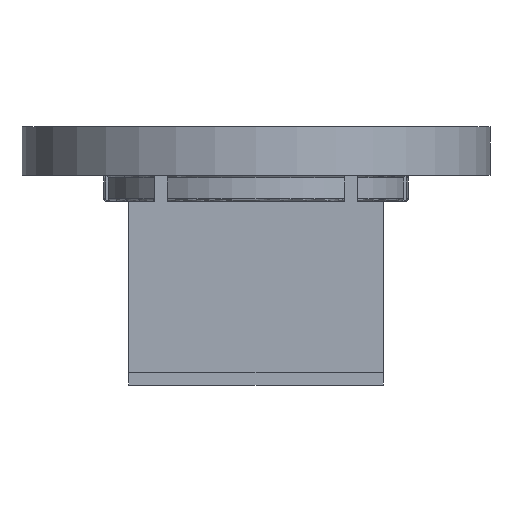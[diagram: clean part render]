
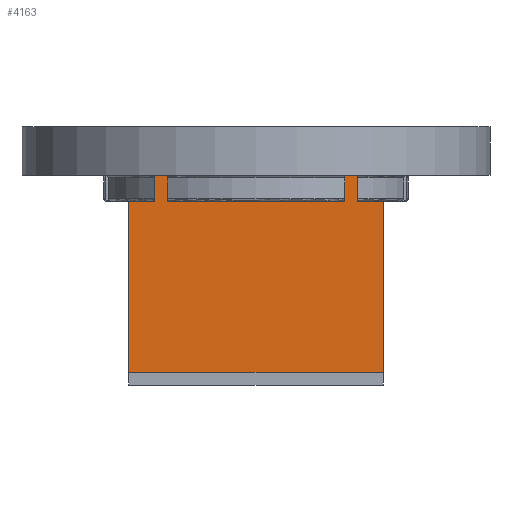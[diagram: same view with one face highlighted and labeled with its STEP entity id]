
A CAD part, front view. The second image highlights one B-rep face of the part: STEP entity #4163.
In plain terms, the highlighted planar face has unit normal (0, -1, 0).
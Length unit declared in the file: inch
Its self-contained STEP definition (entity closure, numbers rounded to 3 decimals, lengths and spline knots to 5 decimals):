
#83 = VERTEX_POINT ( 'NONE', #646 ) ;
#127 = CARTESIAN_POINT ( 'NONE',  ( -0.686, -0.486, -0.575 ) ) ;
#154 = ORIENTED_EDGE ( 'NONE', *, *, #1906, .F. ) ;
#243 = CARTESIAN_POINT ( 'NONE',  ( -0.686, -0.486, -0.59738 ) ) ;
#265 = CARTESIAN_POINT ( 'NONE',  ( -0.986, -0.486, -0.575 ) ) ;
#310 = VERTEX_POINT ( 'NONE', #127 ) ;
#345 = DIRECTION ( 'NONE',  ( 0., -1., 0. ) ) ;
#376 = EDGE_CURVE ( 'NONE', #83, #3124, #2795, .T. ) ;
#420 = VERTEX_POINT ( 'NONE', #445 ) ;
#424 = PLANE ( 'NONE',  #1973 ) ;
#445 = CARTESIAN_POINT ( 'NONE',  ( 0.986, -0.486, -1.9 ) ) ;
#457 = VECTOR ( 'NONE', #1555, 39.37008 ) ;
#483 = DIRECTION ( 'NONE',  ( 1., 0., 0. ) ) ;
#499 = EDGE_CURVE ( 'NONE', #766, #83, #504, .T. ) ;
#500 = CARTESIAN_POINT ( 'NONE',  ( 0.686, -0.486, -0.575 ) ) ;
#504 = LINE ( 'NONE', #3282, #3554 ) ;
#556 = VERTEX_POINT ( 'NONE', #1482 ) ;
#597 = EDGE_CURVE ( 'NONE', #800, #310, #4231, .T. ) ;
#607 = CARTESIAN_POINT ( 'NONE',  ( 0.786, -0.486, -0.575 ) ) ;
#612 = VECTOR ( 'NONE', #1621, 39.37008 ) ;
#646 = CARTESIAN_POINT ( 'NONE',  ( -0.986, -0.486, -0.575 ) ) ;
#702 = VECTOR ( 'NONE', #748, 39.37008 ) ;
#748 = DIRECTION ( 'NONE',  ( 1., 0., 0. ) ) ;
#766 = VERTEX_POINT ( 'NONE', #1911 ) ;
#800 = VERTEX_POINT ( 'NONE', #4862 ) ;
#847 = CARTESIAN_POINT ( 'NONE',  ( -0.986, -0.486, -0.575 ) ) ;
#858 = CARTESIAN_POINT ( 'NONE',  ( 0.686, -0.486, -0.375 ) ) ;
#905 = CARTESIAN_POINT ( 'NONE',  ( -0.786, -0.486, -0.59738 ) ) ;
#906 = CARTESIAN_POINT ( 'NONE',  ( -0.986, -0.486, -1.9 ) ) ;
#1002 = EDGE_CURVE ( 'NONE', #4736, #556, #3076, .T. ) ;
#1197 = EDGE_CURVE ( 'NONE', #310, #4714, #3981, .T. ) ;
#1204 = ORIENTED_EDGE ( 'NONE', *, *, #3847, .T. ) ;
#1435 = DIRECTION ( 'NONE',  ( 0., 0., 1. ) ) ;
#1482 = CARTESIAN_POINT ( 'NONE',  ( 0.786, -0.486, -0.375 ) ) ;
#1517 = EDGE_CURVE ( 'NONE', #3124, #2932, #2831, .T. ) ;
#1555 = DIRECTION ( 'NONE',  ( 1., 0., 0. ) ) ;
#1608 = EDGE_CURVE ( 'NONE', #4714, #4736, #3448, .T. ) ;
#1616 = LINE ( 'NONE', #4097, #4398 ) ;
#1621 = DIRECTION ( 'NONE',  ( 1., 0., 0. ) ) ;
#1625 = FACE_OUTER_BOUND ( 'NONE', #2136, .T. ) ;
#1635 = VECTOR ( 'NONE', #483, 39.37008 ) ;
#1686 = ORIENTED_EDGE ( 'NONE', *, *, #1517, .F. ) ;
#1734 = ORIENTED_EDGE ( 'NONE', *, *, #499, .F. ) ;
#1783 = CARTESIAN_POINT ( 'NONE',  ( -0.786, -0.486, -0.375 ) ) ;
#1849 = ORIENTED_EDGE ( 'NONE', *, *, #1002, .F. ) ;
#1906 = EDGE_CURVE ( 'NONE', #3016, #4296, #3866, .T. ) ;
#1911 = CARTESIAN_POINT ( 'NONE',  ( -0.986, -0.486, -1.9 ) ) ;
#1966 = CARTESIAN_POINT ( 'NONE',  ( -0.986, -0.486, -1.9 ) ) ;
#1973 = AXIS2_PLACEMENT_3D ( 'NONE', #1966, #345, #4367 ) ;
#1979 = ORIENTED_EDGE ( 'NONE', *, *, #2900, .T. ) ;
#2122 = LINE ( 'NONE', #3388, #1635 ) ;
#2136 = EDGE_LOOP ( 'NONE', ( #154, #2846, #1849, #4277, #2742, #4548, #4546, #1686, #2621, #1734, #1979, #1204 ) ) ;
#2174 = CARTESIAN_POINT ( 'NONE',  ( 0.986, -0.486, -0.575 ) ) ;
#2496 = DIRECTION ( 'NONE',  ( 1., 0., 0. ) ) ;
#2542 = DIRECTION ( 'NONE',  ( 0., 0., 1. ) ) ;
#2598 = EDGE_CURVE ( 'NONE', #556, #3016, #1616, .T. ) ;
#2621 = ORIENTED_EDGE ( 'NONE', *, *, #376, .F. ) ;
#2729 = CARTESIAN_POINT ( 'NONE',  ( 0.786, -0.486, -0.375 ) ) ;
#2742 = ORIENTED_EDGE ( 'NONE', *, *, #1197, .F. ) ;
#2795 = LINE ( 'NONE', #4923, #612 ) ;
#2831 = LINE ( 'NONE', #905, #3883 ) ;
#2846 = ORIENTED_EDGE ( 'NONE', *, *, #2598, .F. ) ;
#2900 = EDGE_CURVE ( 'NONE', #766, #420, #3717, .T. ) ;
#2932 = VERTEX_POINT ( 'NONE', #1783 ) ;
#3014 = DIRECTION ( 'NONE',  ( 1., 0., 0. ) ) ;
#3016 = VERTEX_POINT ( 'NONE', #607 ) ;
#3036 = DIRECTION ( 'NONE',  ( 0., 0., -1. ) ) ;
#3076 = LINE ( 'NONE', #2729, #702 ) ;
#3124 = VERTEX_POINT ( 'NONE', #4688 ) ;
#3218 = VECTOR ( 'NONE', #3036, 39.37008 ) ;
#3227 = DIRECTION ( 'NONE',  ( 0., 0., -1. ) ) ;
#3282 = CARTESIAN_POINT ( 'NONE',  ( -0.986, -0.486, -1.9 ) ) ;
#3388 = CARTESIAN_POINT ( 'NONE',  ( -0.786, -0.486, -0.375 ) ) ;
#3448 = LINE ( 'NONE', #5044, #4819 ) ;
#3554 = VECTOR ( 'NONE', #4124, 39.37008 ) ;
#3717 = LINE ( 'NONE', #906, #4152 ) ;
#3789 = LINE ( 'NONE', #4206, #4836 ) ;
#3847 = EDGE_CURVE ( 'NONE', #420, #4296, #3789, .T. ) ;
#3866 = LINE ( 'NONE', #265, #3891 ) ;
#3883 = VECTOR ( 'NONE', #4473, 39.37008 ) ;
#3891 = VECTOR ( 'NONE', #3014, 39.37008 ) ;
#3981 = LINE ( 'NONE', #847, #457 ) ;
#4097 = CARTESIAN_POINT ( 'NONE',  ( 0.786, -0.486, -0.59738 ) ) ;
#4124 = DIRECTION ( 'NONE',  ( 0., 0., 1. ) ) ;
#4152 = VECTOR ( 'NONE', #2496, 39.37008 ) ;
#4163 = ADVANCED_FACE ( 'NONE', ( #1625 ), #424, .T. ) ;
#4206 = CARTESIAN_POINT ( 'NONE',  ( 0.986, -0.486, -1.9 ) ) ;
#4223 = EDGE_CURVE ( 'NONE', #2932, #800, #2122, .T. ) ;
#4231 = LINE ( 'NONE', #243, #3218 ) ;
#4277 = ORIENTED_EDGE ( 'NONE', *, *, #1608, .F. ) ;
#4296 = VERTEX_POINT ( 'NONE', #2174 ) ;
#4367 = DIRECTION ( 'NONE',  ( 0., 0., -1. ) ) ;
#4398 = VECTOR ( 'NONE', #3227, 39.37008 ) ;
#4473 = DIRECTION ( 'NONE',  ( 0., 0., 1. ) ) ;
#4546 = ORIENTED_EDGE ( 'NONE', *, *, #4223, .F. ) ;
#4548 = ORIENTED_EDGE ( 'NONE', *, *, #597, .F. ) ;
#4688 = CARTESIAN_POINT ( 'NONE',  ( -0.786, -0.486, -0.575 ) ) ;
#4714 = VERTEX_POINT ( 'NONE', #500 ) ;
#4736 = VERTEX_POINT ( 'NONE', #858 ) ;
#4819 = VECTOR ( 'NONE', #1435, 39.37008 ) ;
#4836 = VECTOR ( 'NONE', #2542, 39.37008 ) ;
#4862 = CARTESIAN_POINT ( 'NONE',  ( -0.686, -0.486, -0.375 ) ) ;
#4923 = CARTESIAN_POINT ( 'NONE',  ( -0.986, -0.486, -0.575 ) ) ;
#5044 = CARTESIAN_POINT ( 'NONE',  ( 0.686, -0.486, -0.59738 ) ) ;
